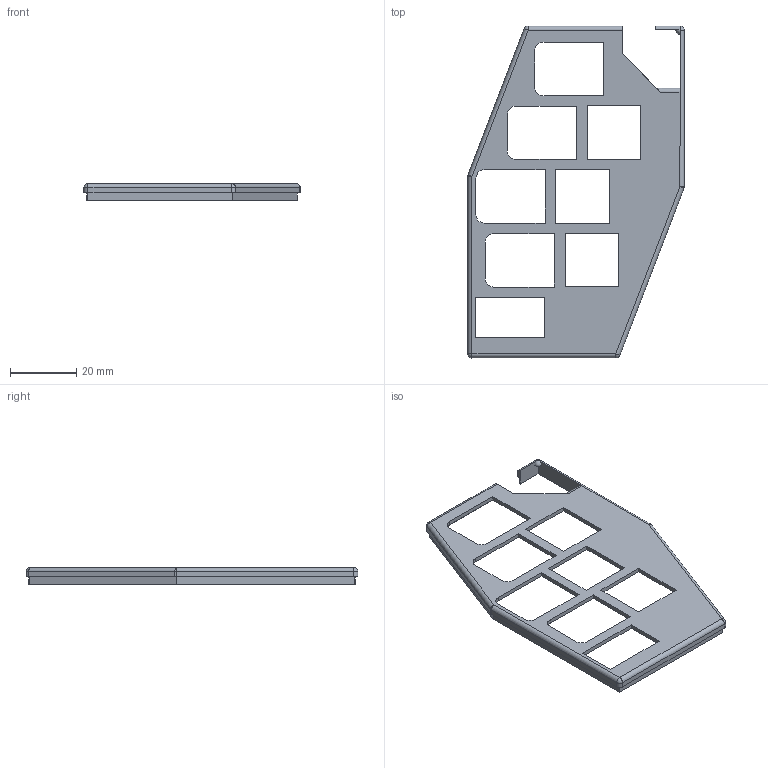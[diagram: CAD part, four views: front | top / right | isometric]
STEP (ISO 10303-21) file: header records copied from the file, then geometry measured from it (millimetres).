
FILE_DESCRIPTION (( 'STEP AP214' ), '1' );
FILE_NAME ('Top.STEP', '2025-07-31T04:10:03', ( '' ), ( '' ), 'SwSTEP 2.0', 'SolidWorks 2024', '' );
FILE_SCHEMA (( 'AUTOMOTIVE_DESIGN' ));
Length unit declared in the file: inch
Products named in the file (2): Top_Hackpad Assembly.STEP; Top
Assembly tree (1 placements, depth 2):
  Top
    Top_Hackpad Assembly.STEP
Bounding box: 65.44 x 100.36 x 5.08 mm (x, y, z)
Volume: 4404.3 mm3; surface area: 9206.1 mm2
Topology: 1 solids, 1 shells, 95 faces, 267 edges, 168 vertices
Faces by surface type: plane 65, cylinder 22, sphere 8
Entity records: 3064 total; most frequent: CARTESIAN_POINT 535, ORIENTED_EDGE 520, DIRECTION 504, EDGE_CURVE 260, LINE 208, VECTOR 208, VERTEX_POINT 167, AXIS2_PLACEMENT_3D 148
